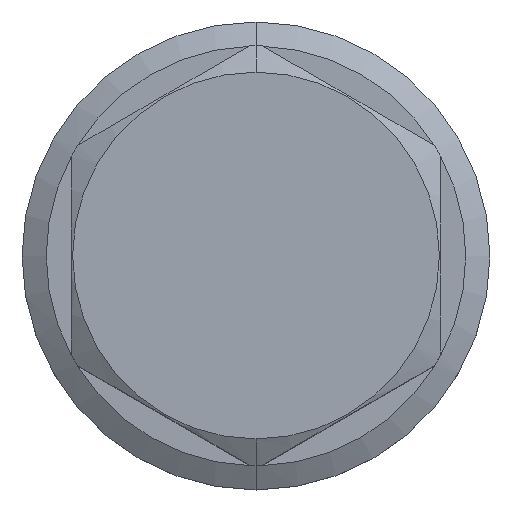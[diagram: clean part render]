
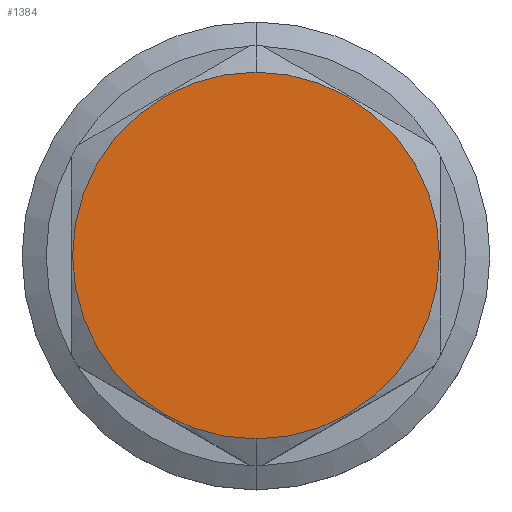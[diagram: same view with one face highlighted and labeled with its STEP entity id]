
A CAD part, top view. The second image highlights one B-rep face of the part: STEP entity #1384.
In plain terms, the highlighted planar face has unit normal (0, 0, 1).
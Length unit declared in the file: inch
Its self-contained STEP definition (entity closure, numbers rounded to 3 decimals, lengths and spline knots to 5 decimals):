
#479=CARTESIAN_POINT('',(0.,0.,1.187));
#480=DIRECTION('',(0.,0.,1.));
#481=DIRECTION('',(0.,-1.,0.));
#482=AXIS2_PLACEMENT_3D('',#479,#480,#481);
#484=CARTESIAN_POINT('',(0.,0.,1.187));
#485=DIRECTION('',(0.,0.,1.));
#486=DIRECTION('',(0.,1.,0.));
#487=AXIS2_PLACEMENT_3D('',#484,#485,#486);
#649=CARTESIAN_POINT('',(0.,-0.807,1.187));
#650=CARTESIAN_POINT('',(0.,0.807,1.187));
#651=VERTEX_POINT('',#649);
#652=VERTEX_POINT('',#650);
#1375=CARTESIAN_POINT('',(0.,0.,1.187));
#1376=DIRECTION('',(0.,0.,1.));
#1377=DIRECTION('',(0.,1.,0.));
#1378=AXIS2_PLACEMENT_3D('',#1375,#1376,#1377);
#1379=PLANE('',#1378);
#1380=ORIENTED_EDGE('',*,*,#1145,.F.);
#1381=ORIENTED_EDGE('',*,*,#1366,.F.);
#1382=EDGE_LOOP('',(#1380,#1381));
#1383=FACE_OUTER_BOUND('',#1382,.F.);
#1384=ADVANCED_FACE('',(#1383),#1379,.T.);
#483=CIRCLE('',#482,0.807);
#488=CIRCLE('',#487,0.807);
#1145=EDGE_CURVE('',#651,#652,#483,.T.);
#1366=EDGE_CURVE('',#652,#651,#488,.T.);
